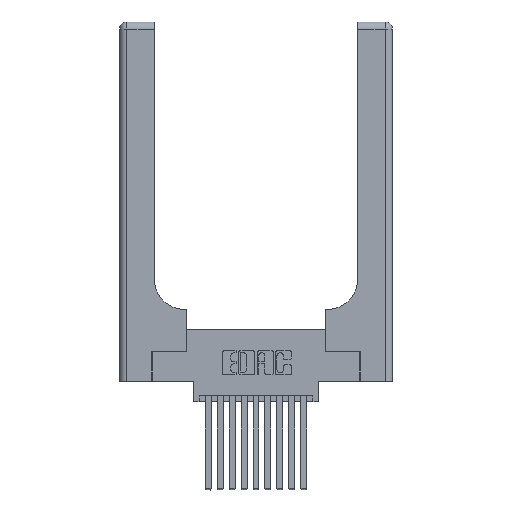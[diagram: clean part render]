
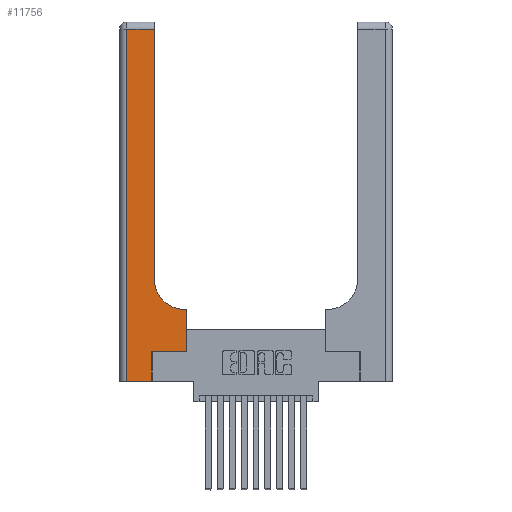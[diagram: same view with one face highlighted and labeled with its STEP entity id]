
A CAD part, top view. The second image highlights one B-rep face of the part: STEP entity #11756.
In plain terms, the highlighted planar face has unit normal (0, 0, 1).
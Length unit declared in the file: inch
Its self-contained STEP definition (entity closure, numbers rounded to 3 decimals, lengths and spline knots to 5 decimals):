
#105 = VERTEX_POINT ( 'NONE', #5237 ) ;
#166 = EDGE_CURVE ( 'NONE', #4805, #14308, #15158, .T. ) ;
#2034 = VECTOR ( 'NONE', #3533, 39.37008 ) ;
#2278 = CARTESIAN_POINT ( 'NONE',  ( 0.5415, 0.85, 0.37 ) ) ;
#2279 = EDGE_CURVE ( 'NONE', #12763, #8920, #12621, .T. ) ;
#2383 = ORIENTED_EDGE ( 'NONE', *, *, #2968, .T. ) ;
#2554 = EDGE_CURVE ( 'NONE', #14308, #10971, #13026, .T. ) ;
#2866 = CARTESIAN_POINT ( 'NONE',  ( 0.06, 3., 0.37 ) ) ;
#2934 = CARTESIAN_POINT ( 'NONE',  ( 0.269, 0.25, 0.37 ) ) ;
#2968 = EDGE_CURVE ( 'NONE', #10800, #13068, #13448, .T. ) ;
#3086 = CARTESIAN_POINT ( 'NONE',  ( 0.5585, 0.6, 0.37 ) ) ;
#3533 = DIRECTION ( 'NONE',  ( 0., 1., 0. ) ) ;
#3551 = DIRECTION ( 'NONE',  ( 1., 0., 0. ) ) ;
#3629 = CARTESIAN_POINT ( 'NONE',  ( 0.06, 2.94, 0.37 ) ) ;
#3773 = DIRECTION ( 'NONE',  ( 0., 1., 0. ) ) ;
#3877 = VECTOR ( 'NONE', #12809, 39.37008 ) ;
#3944 = LINE ( 'NONE', #12732, #12764 ) ;
#4805 = VERTEX_POINT ( 'NONE', #11011 ) ;
#4860 = LINE ( 'NONE', #2866, #7896 ) ;
#5145 = FACE_OUTER_BOUND ( 'NONE', #10015, .T. ) ;
#5237 = CARTESIAN_POINT ( 'NONE',  ( 0.2915, 0.85, 0.37 ) ) ;
#5610 = CIRCLE ( 'NONE', #14573, 0.25 ) ;
#5729 = DIRECTION ( 'NONE',  ( -1., 0., 0. ) ) ;
#5772 = DIRECTION ( 'NONE',  ( -1., 0., 0. ) ) ;
#5773 = DIRECTION ( 'NONE',  ( 1., 0., 0. ) ) ;
#5961 = VECTOR ( 'NONE', #5773, 39.37008 ) ;
#6017 = VECTOR ( 'NONE', #5729, 39.37008 ) ;
#6564 = DIRECTION ( 'NONE',  ( 0., -1., 0. ) ) ;
#6575 = EDGE_CURVE ( 'NONE', #10971, #105, #5610, .T. ) ;
#7186 = LINE ( 'NONE', #15963, #5961 ) ;
#7579 = ORIENTED_EDGE ( 'NONE', *, *, #6575, .T. ) ;
#7896 = VECTOR ( 'NONE', #6564, 39.37008 ) ;
#8414 = EDGE_CURVE ( 'NONE', #8920, #4805, #7186, .T. ) ;
#8912 = VECTOR ( 'NONE', #16150, 39.37008 ) ;
#8920 = VERTEX_POINT ( 'NONE', #2934 ) ;
#9466 = ORIENTED_EDGE ( 'NONE', *, *, #11682, .T. ) ;
#9538 = CARTESIAN_POINT ( 'NONE',  ( 0.5585, 0.25, 0.37 ) ) ;
#9612 = ORIENTED_EDGE ( 'NONE', *, *, #8414, .T. ) ;
#10015 = EDGE_LOOP ( 'NONE', ( #13050, #2383, #9466, #15170, #12440, #9612, #13489, #16374, #7579 ) ) ;
#10376 = CARTESIAN_POINT ( 'NONE',  ( 0.06, 0., 0.37 ) ) ;
#10800 = VERTEX_POINT ( 'NONE', #11083 ) ;
#10823 = DIRECTION ( 'NONE',  ( -1., 0., 0. ) ) ;
#10971 = VERTEX_POINT ( 'NONE', #14282 ) ;
#11009 = CARTESIAN_POINT ( 'NONE',  ( 0., 0., 0.37 ) ) ;
#11011 = CARTESIAN_POINT ( 'NONE',  ( 0.5585, 0.25, 0.37 ) ) ;
#11083 = CARTESIAN_POINT ( 'NONE',  ( 0.2915, 2.94, 0.37 ) ) ;
#11155 = CARTESIAN_POINT ( 'NONE',  ( 0.269, 0., 0.37 ) ) ;
#11157 = AXIS2_PLACEMENT_3D ( 'NONE', #11985, #13422, #5772 ) ;
#11254 = EDGE_CURVE ( 'NONE', #11583, #12763, #12693, .T. ) ;
#11583 = VERTEX_POINT ( 'NONE', #10376 ) ;
#11682 = EDGE_CURVE ( 'NONE', #13068, #11583, #4860, .T. ) ;
#11756 = ADVANCED_FACE ( 'NONE', ( #5145 ), #12165, .F. ) ;
#11985 = CARTESIAN_POINT ( 'NONE',  ( 0., 3., 0.37 ) ) ;
#12031 = VECTOR ( 'NONE', #10823, 39.37008 ) ;
#12165 = PLANE ( 'NONE',  #11157 ) ;
#12440 = ORIENTED_EDGE ( 'NONE', *, *, #2279, .T. ) ;
#12446 = DIRECTION ( 'NONE',  ( 0., 0., -1. ) ) ;
#12621 = LINE ( 'NONE', #11155, #2034 ) ;
#12693 = LINE ( 'NONE', #11009, #8912 ) ;
#12732 = CARTESIAN_POINT ( 'NONE',  ( 0.2915, 3., 0.37 ) ) ;
#12763 = VERTEX_POINT ( 'NONE', #13467 ) ;
#12764 = VECTOR ( 'NONE', #3773, 39.37008 ) ;
#12809 = DIRECTION ( 'NONE',  ( 0., 1., 0. ) ) ;
#13026 = LINE ( 'NONE', #14609, #12031 ) ;
#13050 = ORIENTED_EDGE ( 'NONE', *, *, #15811, .T. ) ;
#13068 = VERTEX_POINT ( 'NONE', #3629 ) ;
#13422 = DIRECTION ( 'NONE',  ( 0., 0., -1. ) ) ;
#13448 = LINE ( 'NONE', #15659, #6017 ) ;
#13467 = CARTESIAN_POINT ( 'NONE',  ( 0.269, 0., 0.37 ) ) ;
#13489 = ORIENTED_EDGE ( 'NONE', *, *, #166, .T. ) ;
#14282 = CARTESIAN_POINT ( 'NONE',  ( 0.5415, 0.6, 0.37 ) ) ;
#14308 = VERTEX_POINT ( 'NONE', #3086 ) ;
#14573 = AXIS2_PLACEMENT_3D ( 'NONE', #2278, #12446, #3551 ) ;
#14609 = CARTESIAN_POINT ( 'NONE',  ( 0.2915, 0.6, 0.37 ) ) ;
#15158 = LINE ( 'NONE', #9538, #3877 ) ;
#15170 = ORIENTED_EDGE ( 'NONE', *, *, #11254, .T. ) ;
#15659 = CARTESIAN_POINT ( 'NONE',  ( 0., 2.94, 0.37 ) ) ;
#15811 = EDGE_CURVE ( 'NONE', #105, #10800, #3944, .T. ) ;
#15963 = CARTESIAN_POINT ( 'NONE',  ( 0.269, 0.25, 0.37 ) ) ;
#16150 = DIRECTION ( 'NONE',  ( 1., 0., 0. ) ) ;
#16374 = ORIENTED_EDGE ( 'NONE', *, *, #2554, .T. ) ;
